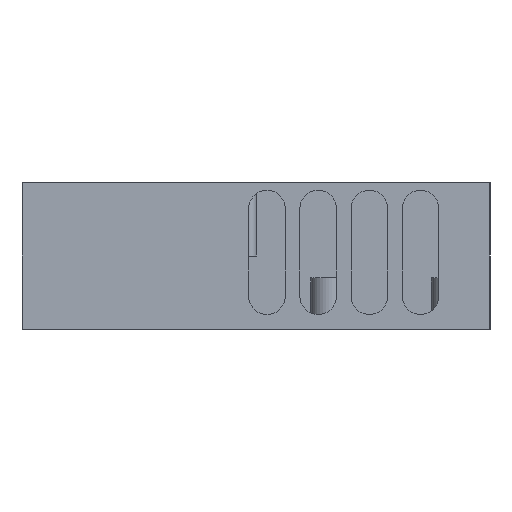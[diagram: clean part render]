
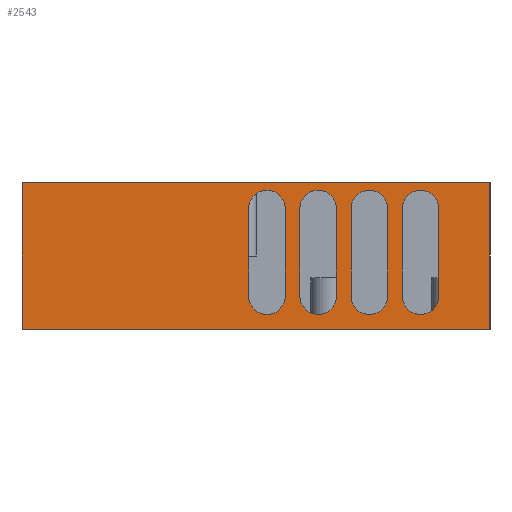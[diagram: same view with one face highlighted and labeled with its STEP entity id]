
A CAD part, left-side view. The second image highlights one B-rep face of the part: STEP entity #2543.
In plain terms, the highlighted planar face has unit normal (-1, 0, 0).
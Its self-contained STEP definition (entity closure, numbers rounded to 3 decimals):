
#803 = VERTEX_POINT('',#804);
#804 = CARTESIAN_POINT('',(0.,7.,4.5));
#810 = EDGE_CURVE('',#803,#811,#813,.T.);
#811 = VERTEX_POINT('',#812);
#812 = CARTESIAN_POINT('',(0.,7.,16.5));
#813 = LINE('',#814,#815);
#814 = CARTESIAN_POINT('',(0.,7.,4.5));
#815 = VECTOR('',#816,1.);
#816 = DIRECTION('',(0.,0.,1.));
#2355 = VERTEX_POINT('',#2356);
#2356 = CARTESIAN_POINT('',(0.,64.,20.));
#2364 = EDGE_CURVE('',#2365,#2355,#2367,.T.);
#2365 = VERTEX_POINT('',#2366);
#2366 = CARTESIAN_POINT('',(0.,0.,20.));
#2367 = LINE('',#2368,#2369);
#2368 = CARTESIAN_POINT('',(0.,0.,20.));
#2369 = VECTOR('',#2370,1.);
#2370 = DIRECTION('',(0.,1.,0.));
#2522 = VERTEX_POINT('',#2523);
#2523 = CARTESIAN_POINT('',(0.,12.,4.5));
#2532 = EDGE_CURVE('',#2522,#803,#2533,.T.);
#2533 = CIRCLE('',#2534,2.5);
#2534 = AXIS2_PLACEMENT_3D('',#2535,#2536,#2537);
#2535 = CARTESIAN_POINT('',(0.,9.5,4.5));
#2536 = DIRECTION('',(-1.,0.,0.));
#2537 = DIRECTION('',(0.,-1.,0.));
#2543 = ADVANCED_FACE('',(#2544,#2569,#2588,#2624,#2660),#2696,.T.);
#2544 = FACE_BOUND('',#2545,.T.);
#2545 = EDGE_LOOP('',(#2546,#2554,#2555,#2563));
#2546 = ORIENTED_EDGE('',*,*,#2547,.T.);
#2547 = EDGE_CURVE('',#2548,#2365,#2550,.T.);
#2548 = VERTEX_POINT('',#2549);
#2549 = CARTESIAN_POINT('',(0.,0.,0.));
#2550 = LINE('',#2551,#2552);
#2551 = CARTESIAN_POINT('',(0.,0.,0.));
#2552 = VECTOR('',#2553,1.);
#2553 = DIRECTION('',(0.,0.,1.));
#2554 = ORIENTED_EDGE('',*,*,#2364,.T.);
#2555 = ORIENTED_EDGE('',*,*,#2556,.F.);
#2556 = EDGE_CURVE('',#2557,#2355,#2559,.T.);
#2557 = VERTEX_POINT('',#2558);
#2558 = CARTESIAN_POINT('',(0.,64.,0.));
#2559 = LINE('',#2560,#2561);
#2560 = CARTESIAN_POINT('',(0.,64.,0.));
#2561 = VECTOR('',#2562,1.);
#2562 = DIRECTION('',(0.,0.,1.));
#2563 = ORIENTED_EDGE('',*,*,#2564,.F.);
#2564 = EDGE_CURVE('',#2548,#2557,#2565,.T.);
#2565 = LINE('',#2566,#2567);
#2566 = CARTESIAN_POINT('',(0.,0.,0.));
#2567 = VECTOR('',#2568,1.);
#2568 = DIRECTION('',(0.,1.,0.));
#2569 = FACE_BOUND('',#2570,.T.);
#2570 = EDGE_LOOP('',(#2571,#2572,#2580,#2587));
#2571 = ORIENTED_EDGE('',*,*,#2532,.F.);
#2572 = ORIENTED_EDGE('',*,*,#2573,.T.);
#2573 = EDGE_CURVE('',#2522,#2574,#2576,.T.);
#2574 = VERTEX_POINT('',#2575);
#2575 = CARTESIAN_POINT('',(0.,12.,16.5));
#2576 = LINE('',#2577,#2578);
#2577 = CARTESIAN_POINT('',(0.,12.,4.5));
#2578 = VECTOR('',#2579,1.);
#2579 = DIRECTION('',(0.,0.,1.));
#2580 = ORIENTED_EDGE('',*,*,#2581,.F.);
#2581 = EDGE_CURVE('',#811,#2574,#2582,.T.);
#2582 = CIRCLE('',#2583,2.5);
#2583 = AXIS2_PLACEMENT_3D('',#2584,#2585,#2586);
#2584 = CARTESIAN_POINT('',(0.,9.5,16.5));
#2585 = DIRECTION('',(-1.,0.,0.));
#2586 = DIRECTION('',(0.,-1.,0.));
#2587 = ORIENTED_EDGE('',*,*,#810,.F.);
#2588 = FACE_BOUND('',#2589,.T.);
#2589 = EDGE_LOOP('',(#2590,#2601,#2609,#2618));
#2590 = ORIENTED_EDGE('',*,*,#2591,.F.);
#2591 = EDGE_CURVE('',#2592,#2594,#2596,.T.);
#2592 = VERTEX_POINT('',#2593);
#2593 = CARTESIAN_POINT('',(0.,19.,4.5));
#2594 = VERTEX_POINT('',#2595);
#2595 = CARTESIAN_POINT('',(0.,14.,4.5));
#2596 = CIRCLE('',#2597,2.5);
#2597 = AXIS2_PLACEMENT_3D('',#2598,#2599,#2600);
#2598 = CARTESIAN_POINT('',(0.,16.5,4.5));
#2599 = DIRECTION('',(-1.,0.,0.));
#2600 = DIRECTION('',(0.,-1.,0.));
#2601 = ORIENTED_EDGE('',*,*,#2602,.T.);
#2602 = EDGE_CURVE('',#2592,#2603,#2605,.T.);
#2603 = VERTEX_POINT('',#2604);
#2604 = CARTESIAN_POINT('',(0.,19.,16.5));
#2605 = LINE('',#2606,#2607);
#2606 = CARTESIAN_POINT('',(0.,19.,4.5));
#2607 = VECTOR('',#2608,1.);
#2608 = DIRECTION('',(0.,0.,1.));
#2609 = ORIENTED_EDGE('',*,*,#2610,.F.);
#2610 = EDGE_CURVE('',#2611,#2603,#2613,.T.);
#2611 = VERTEX_POINT('',#2612);
#2612 = CARTESIAN_POINT('',(0.,14.,16.5));
#2613 = CIRCLE('',#2614,2.5);
#2614 = AXIS2_PLACEMENT_3D('',#2615,#2616,#2617);
#2615 = CARTESIAN_POINT('',(0.,16.5,16.5));
#2616 = DIRECTION('',(-1.,0.,0.));
#2617 = DIRECTION('',(0.,-1.,0.));
#2618 = ORIENTED_EDGE('',*,*,#2619,.F.);
#2619 = EDGE_CURVE('',#2594,#2611,#2620,.T.);
#2620 = LINE('',#2621,#2622);
#2621 = CARTESIAN_POINT('',(0.,14.,4.5));
#2622 = VECTOR('',#2623,1.);
#2623 = DIRECTION('',(0.,0.,1.));
#2624 = FACE_BOUND('',#2625,.T.);
#2625 = EDGE_LOOP('',(#2626,#2637,#2645,#2654));
#2626 = ORIENTED_EDGE('',*,*,#2627,.F.);
#2627 = EDGE_CURVE('',#2628,#2630,#2632,.T.);
#2628 = VERTEX_POINT('',#2629);
#2629 = CARTESIAN_POINT('',(0.,26.,4.5));
#2630 = VERTEX_POINT('',#2631);
#2631 = CARTESIAN_POINT('',(0.,21.,4.5));
#2632 = CIRCLE('',#2633,2.5);
#2633 = AXIS2_PLACEMENT_3D('',#2634,#2635,#2636);
#2634 = CARTESIAN_POINT('',(0.,23.5,4.5));
#2635 = DIRECTION('',(-1.,0.,0.));
#2636 = DIRECTION('',(0.,-1.,0.));
#2637 = ORIENTED_EDGE('',*,*,#2638,.T.);
#2638 = EDGE_CURVE('',#2628,#2639,#2641,.T.);
#2639 = VERTEX_POINT('',#2640);
#2640 = CARTESIAN_POINT('',(0.,26.,16.5));
#2641 = LINE('',#2642,#2643);
#2642 = CARTESIAN_POINT('',(0.,26.,4.5));
#2643 = VECTOR('',#2644,1.);
#2644 = DIRECTION('',(0.,0.,1.));
#2645 = ORIENTED_EDGE('',*,*,#2646,.F.);
#2646 = EDGE_CURVE('',#2647,#2639,#2649,.T.);
#2647 = VERTEX_POINT('',#2648);
#2648 = CARTESIAN_POINT('',(0.,21.,16.5));
#2649 = CIRCLE('',#2650,2.5);
#2650 = AXIS2_PLACEMENT_3D('',#2651,#2652,#2653);
#2651 = CARTESIAN_POINT('',(0.,23.5,16.5));
#2652 = DIRECTION('',(-1.,0.,0.));
#2653 = DIRECTION('',(0.,-1.,0.));
#2654 = ORIENTED_EDGE('',*,*,#2655,.F.);
#2655 = EDGE_CURVE('',#2630,#2647,#2656,.T.);
#2656 = LINE('',#2657,#2658);
#2657 = CARTESIAN_POINT('',(0.,21.,4.5));
#2658 = VECTOR('',#2659,1.);
#2659 = DIRECTION('',(0.,0.,1.));
#2660 = FACE_BOUND('',#2661,.T.);
#2661 = EDGE_LOOP('',(#2662,#2673,#2681,#2690));
#2662 = ORIENTED_EDGE('',*,*,#2663,.F.);
#2663 = EDGE_CURVE('',#2664,#2666,#2668,.T.);
#2664 = VERTEX_POINT('',#2665);
#2665 = CARTESIAN_POINT('',(0.,33.,4.5));
#2666 = VERTEX_POINT('',#2667);
#2667 = CARTESIAN_POINT('',(0.,28.,4.5));
#2668 = CIRCLE('',#2669,2.5);
#2669 = AXIS2_PLACEMENT_3D('',#2670,#2671,#2672);
#2670 = CARTESIAN_POINT('',(0.,30.5,4.5));
#2671 = DIRECTION('',(-1.,0.,0.));
#2672 = DIRECTION('',(0.,-1.,0.));
#2673 = ORIENTED_EDGE('',*,*,#2674,.T.);
#2674 = EDGE_CURVE('',#2664,#2675,#2677,.T.);
#2675 = VERTEX_POINT('',#2676);
#2676 = CARTESIAN_POINT('',(0.,33.,16.5));
#2677 = LINE('',#2678,#2679);
#2678 = CARTESIAN_POINT('',(0.,33.,4.5));
#2679 = VECTOR('',#2680,1.);
#2680 = DIRECTION('',(0.,0.,1.));
#2681 = ORIENTED_EDGE('',*,*,#2682,.F.);
#2682 = EDGE_CURVE('',#2683,#2675,#2685,.T.);
#2683 = VERTEX_POINT('',#2684);
#2684 = CARTESIAN_POINT('',(0.,28.,16.5));
#2685 = CIRCLE('',#2686,2.5);
#2686 = AXIS2_PLACEMENT_3D('',#2687,#2688,#2689);
#2687 = CARTESIAN_POINT('',(0.,30.5,16.5));
#2688 = DIRECTION('',(-1.,0.,0.));
#2689 = DIRECTION('',(0.,-1.,0.));
#2690 = ORIENTED_EDGE('',*,*,#2691,.F.);
#2691 = EDGE_CURVE('',#2666,#2683,#2692,.T.);
#2692 = LINE('',#2693,#2694);
#2693 = CARTESIAN_POINT('',(0.,28.,4.5));
#2694 = VECTOR('',#2695,1.);
#2695 = DIRECTION('',(0.,0.,1.));
#2696 = PLANE('',#2697);
#2697 = AXIS2_PLACEMENT_3D('',#2698,#2699,#2700);
#2698 = CARTESIAN_POINT('',(0.,0.,0.));
#2699 = DIRECTION('',(-1.,0.,0.));
#2700 = DIRECTION('',(0.,1.,0.));
